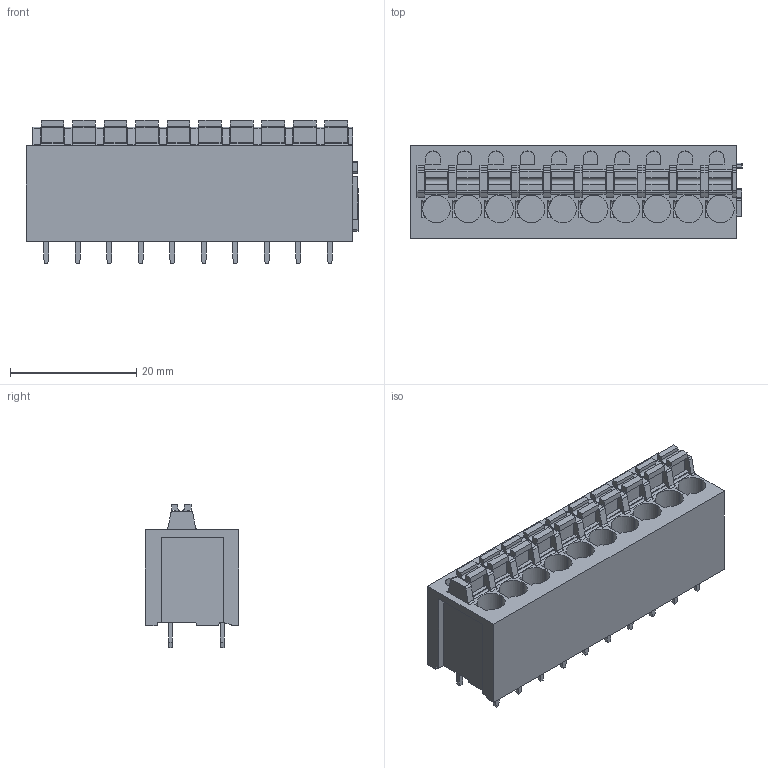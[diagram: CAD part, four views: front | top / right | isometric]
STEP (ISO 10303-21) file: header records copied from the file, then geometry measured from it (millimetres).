
FILE_DESCRIPTION(('CATIA V5 STEP Exchange','CAx-IF Rec.Pracs.--- Model Styling and Organization---1.2---2011-12-15'),'2;1');
FILE_NAME ('D1451065_0_1330270000_1330270000.stp','2018-09-07T10:32:13+00:00',('none'),('Weidmueller'),'CATIA Version 5-6 Release 2014','CATIA V5 STEP AP214','none');
FILE_SCHEMA(('AUTOMOTIVE_DESIGN { 1 0 10303 214 1 1 1 1 }'));
Length unit declared in the file: millimetre
Products named in the file (1): 1330270000
Bounding box: 52.65 x 14.8 x 22.7 mm (x, y, z)
Volume: 10770.5 mm3; surface area: 6538.4 mm2
Topology: 31 solids, 31 shells, 700 faces, 1845 edges, 1230 vertices
Faces by surface type: plane 541, cylinder 159
Entity records: 19335 total; most frequent: ORIENTED_EDGE 3690, CARTESIAN_POINT 3512, DIRECTION 2467, EDGE_CURVE 1845, VECTOR 1497, LINE 1497, VERTEX_POINT 1230, EDGE_LOOP 723
